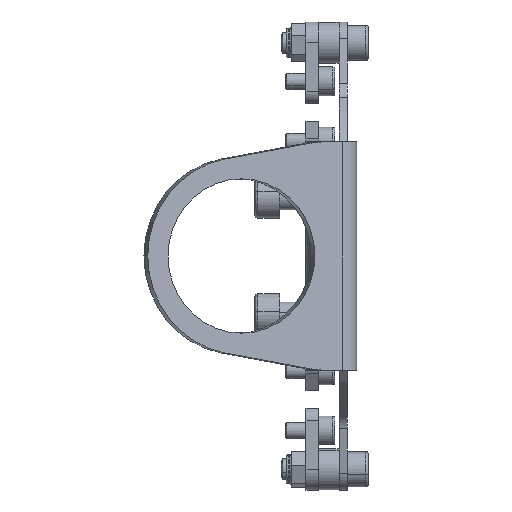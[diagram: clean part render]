
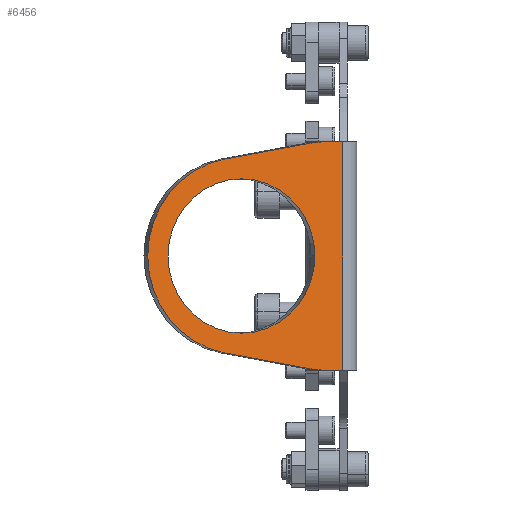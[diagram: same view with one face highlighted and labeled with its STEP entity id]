
A CAD part, front view. The second image highlights one B-rep face of the part: STEP entity #6456.
In plain terms, the highlighted planar face has unit normal (0.309, -0.951, 0).
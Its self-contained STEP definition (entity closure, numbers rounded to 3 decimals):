
#324 = ORIENTED_EDGE ( 'NONE', *, *, #8793, .F. ) ;
#428 = DIRECTION ( 'NONE',  ( 0.309, -0.951, 0. ) ) ;
#651 = CARTESIAN_POINT ( 'NONE',  ( -1106.668, -81.885, 1056.562 ) ) ;
#656 = ORIENTED_EDGE ( 'NONE', *, *, #7309, .F. ) ;
#1011 = CIRCLE ( 'NONE', #6582, 18.65 ) ;
#1802 = EDGE_CURVE ( 'NONE', #10218, #7718, #1953, .T. ) ;
#1953 = LINE ( 'NONE', #13861, #4839 ) ;
#2116 = ORIENTED_EDGE ( 'NONE', *, *, #7285, .F. ) ;
#2382 = CARTESIAN_POINT ( 'NONE',  ( -1081.511, -73.711, 1107.64 ) ) ;
#2590 = VECTOR ( 'NONE', #11886, 1000. ) ;
#2978 = CIRCLE ( 'NONE', #14911, 23.8 ) ;
#3397 = DIRECTION ( 'NONE',  ( 0., 0., -1. ) ) ;
#3452 = CARTESIAN_POINT ( 'NONE',  ( -1102.738, -80.608, 1080. ) ) ;
#3564 = VECTOR ( 'NONE', #12850, 1000. ) ;
#3793 = PLANE ( 'NONE',  #6978 ) ;
#3796 = DIRECTION ( 'NONE',  ( 0.309, -0.951, 0. ) ) ;
#3939 = VERTEX_POINT ( 'NONE', #651 ) ;
#4301 = VECTOR ( 'NONE', #3397, 1000. ) ;
#4333 = FACE_BOUND ( 'NONE', #8280, .T. ) ;
#4684 = DIRECTION ( 'NONE',  ( 0.951, 0.309, 0. ) ) ;
#4714 = DIRECTION ( 'NONE',  ( -0.309, 0.951, 0. ) ) ;
#4839 = VECTOR ( 'NONE', #10964, 1000. ) ;
#5030 = DIRECTION ( 'NONE',  ( 0.309, -0.951, 0. ) ) ;
#5335 = DIRECTION ( 'NONE',  ( -0.937, -0.304, 0.174 ) ) ;
#5497 = CARTESIAN_POINT ( 'NONE',  ( -1069.893, -69.936, 1110.256 ) ) ;
#5506 = CARTESIAN_POINT ( 'NONE',  ( -1078.289, -72.664, 1052.36 ) ) ;
#5576 = CARTESIAN_POINT ( 'NONE',  ( -1086.465, -75.321, 1052.816 ) ) ;
#6001 = CARTESIAN_POINT ( 'NONE',  ( -1085., -74.845, 1080. ) ) ;
#6152 = CARTESIAN_POINT ( 'NONE',  ( -1071.863, -70.576, 1122. ) ) ;
#6341 = VECTOR ( 'NONE', #5335, 1000. ) ;
#6456 = ADVANCED_FACE ( 'NONE', ( #4333, #14048 ), #3793, .T. ) ;
#6582 = AXIS2_PLACEMENT_3D ( 'NONE', #3452, #11981, #4684 ) ;
#6739 = CARTESIAN_POINT ( 'NONE',  ( -1081.511, -73.711, 1077.64 ) ) ;
#6978 = AXIS2_PLACEMENT_3D ( 'NONE', #6152, #5030, #13552 ) ;
#7285 = EDGE_CURVE ( 'NONE', #7718, #10525, #10762, .T. ) ;
#7309 = EDGE_CURVE ( 'NONE', #7950, #9944, #1011, .T. ) ;
#7663 = CARTESIAN_POINT ( 'NONE',  ( -1106.668, -81.885, 1103.438 ) ) ;
#7718 = VERTEX_POINT ( 'NONE', #15243 ) ;
#7766 = CARTESIAN_POINT ( 'NONE',  ( -1081.511, -73.711, 1082.36 ) ) ;
#7950 = VERTEX_POINT ( 'NONE', #6001 ) ;
#7952 = DIRECTION ( 'NONE',  ( 0.951, 0.309, 0. ) ) ;
#8260 = EDGE_CURVE ( 'NONE', #10218, #14698, #13995, .T. ) ;
#8280 = EDGE_LOOP ( 'NONE', ( #656, #15099 ) ) ;
#8408 = CIRCLE ( 'NONE', #11182, 30. ) ;
#8522 = ORIENTED_EDGE ( 'NONE', *, *, #12897, .F. ) ;
#8793 = EDGE_CURVE ( 'NONE', #10002, #3939, #12839, .T. ) ;
#8972 = DIRECTION ( 'NONE',  ( 0.951, 0.309, 0. ) ) ;
#8999 = ORIENTED_EDGE ( 'NONE', *, *, #9344, .T. ) ;
#9344 = EDGE_CURVE ( 'NONE', #10002, #9617, #8408, .T. ) ;
#9454 = CARTESIAN_POINT ( 'NONE',  ( -1081.511, -73.711, 1052.36 ) ) ;
#9617 = VERTEX_POINT ( 'NONE', #9454 ) ;
#9895 = ORIENTED_EDGE ( 'NONE', *, *, #14752, .F. ) ;
#9937 = EDGE_LOOP ( 'NONE', ( #12284, #13133, #8522, #15770, #324, #8999, #9895, #2116 ) ) ;
#9944 = VERTEX_POINT ( 'NONE', #10363 ) ;
#10002 = VERTEX_POINT ( 'NONE', #5576 ) ;
#10218 = VERTEX_POINT ( 'NONE', #2382 ) ;
#10363 = CARTESIAN_POINT ( 'NONE',  ( -1120.475, -86.371, 1080. ) ) ;
#10525 = VERTEX_POINT ( 'NONE', #5506 ) ;
#10655 = CARTESIAN_POINT ( 'NONE',  ( -1071.863, -70.576, 1052.36 ) ) ;
#10762 = LINE ( 'NONE', #15550, #4301 ) ;
#10814 = CIRCLE ( 'NONE', #12617, 18.65 ) ;
#10964 = DIRECTION ( 'NONE',  ( 0.951, 0.309, 0. ) ) ;
#11086 = CARTESIAN_POINT ( 'NONE',  ( -1102.738, -80.608, 1080. ) ) ;
#11182 = AXIS2_PLACEMENT_3D ( 'NONE', #7766, #428, #8972 ) ;
#11886 = DIRECTION ( 'NONE',  ( -0.951, -0.309, 0. ) ) ;
#11952 = LINE ( 'NONE', #10655, #2590 ) ;
#11981 = DIRECTION ( 'NONE',  ( 0.309, -0.951, 0. ) ) ;
#12002 = EDGE_CURVE ( 'NONE', #3939, #13390, #2978, .T. ) ;
#12011 = CARTESIAN_POINT ( 'NONE',  ( -1102.738, -80.608, 1080. ) ) ;
#12284 = ORIENTED_EDGE ( 'NONE', *, *, #1802, .F. ) ;
#12330 = DIRECTION ( 'NONE',  ( 0.951, 0.309, 0. ) ) ;
#12617 = AXIS2_PLACEMENT_3D ( 'NONE', #11086, #3796, #12330 ) ;
#12641 = CARTESIAN_POINT ( 'NONE',  ( -1083.555, -74.375, 1052.276 ) ) ;
#12839 = LINE ( 'NONE', #12641, #6341 ) ;
#12850 = DIRECTION ( 'NONE',  ( 0.937, 0.304, 0.174 ) ) ;
#12897 = EDGE_CURVE ( 'NONE', #13390, #14698, #13671, .T. ) ;
#12968 = CARTESIAN_POINT ( 'NONE',  ( -1086.465, -75.321, 1107.184 ) ) ;
#13133 = ORIENTED_EDGE ( 'NONE', *, *, #8260, .T. ) ;
#13241 = DIRECTION ( 'NONE',  ( 0.951, 0.309, 0. ) ) ;
#13390 = VERTEX_POINT ( 'NONE', #7663 ) ;
#13552 = DIRECTION ( 'NONE',  ( 0.951, 0.309, 0. ) ) ;
#13671 = LINE ( 'NONE', #5497, #3564 ) ;
#13861 = CARTESIAN_POINT ( 'NONE',  ( -1071.863, -70.576, 1107.64 ) ) ;
#13995 = CIRCLE ( 'NONE', #15191, 30. ) ;
#14048 = FACE_OUTER_BOUND ( 'NONE', #9937, .T. ) ;
#14342 = EDGE_CURVE ( 'NONE', #9944, #7950, #10814, .T. ) ;
#14698 = VERTEX_POINT ( 'NONE', #12968 ) ;
#14752 = EDGE_CURVE ( 'NONE', #10525, #9617, #11952, .T. ) ;
#14911 = AXIS2_PLACEMENT_3D ( 'NONE', #12011, #4714, #13241 ) ;
#15099 = ORIENTED_EDGE ( 'NONE', *, *, #14342, .F. ) ;
#15191 = AXIS2_PLACEMENT_3D ( 'NONE', #6739, #15283, #7952 ) ;
#15243 = CARTESIAN_POINT ( 'NONE',  ( -1078.289, -72.664, 1107.64 ) ) ;
#15283 = DIRECTION ( 'NONE',  ( 0.309, -0.951, 0. ) ) ;
#15550 = CARTESIAN_POINT ( 'NONE',  ( -1078.289, -72.664, 1122. ) ) ;
#15770 = ORIENTED_EDGE ( 'NONE', *, *, #12002, .F. ) ;
